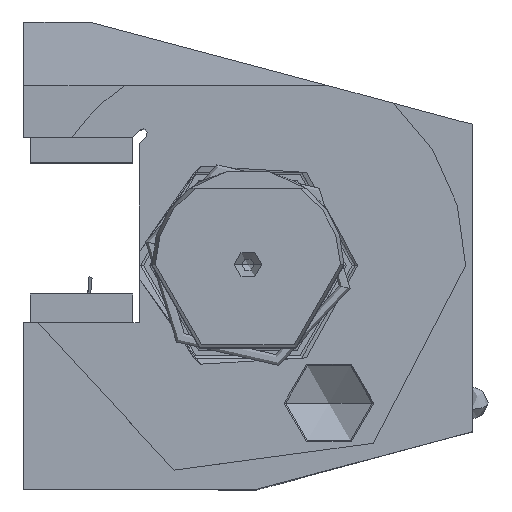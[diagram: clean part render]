
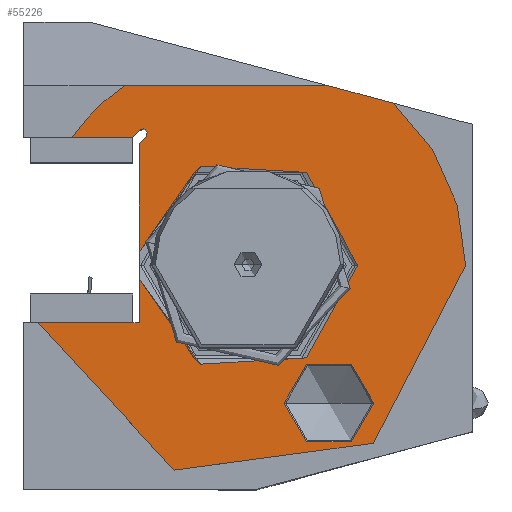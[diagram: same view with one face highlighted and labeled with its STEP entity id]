
A CAD part, top view. The second image highlights one B-rep face of the part: STEP entity #55226.
In plain terms, the highlighted planar face has unit normal (0, 0, 1).
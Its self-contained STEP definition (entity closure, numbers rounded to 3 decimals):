
#269 = CARTESIAN_POINT ( 'NONE',  ( 0., 0., -55. ) ) ;
#270 = DIRECTION ( 'NONE',  ( 1., 0., 0. ) ) ;
#308 = DIRECTION ( 'NONE',  ( 0., 0., 1. ) ) ;
#3856 = EDGE_CURVE ( 'NONE', #8929, #6796, #76122, .T. ) ;
#3914 = EDGE_CURVE ( 'NONE', #6601, #8918, #76231, .T. ) ;
#3940 = EDGE_CURVE ( 'NONE', #8959, #6601, #76223, .T. ) ;
#6116 = EDGE_CURVE ( 'NONE', #6497, #6500, #47792, .T. ) ;
#6497 = VERTEX_POINT ( 'NONE', #57124 ) ;
#6500 = VERTEX_POINT ( 'NONE', #57069 ) ;
#6601 = VERTEX_POINT ( 'NONE', #57093 ) ;
#6660 = VERTEX_POINT ( 'NONE', #57166 ) ;
#6687 = VERTEX_POINT ( 'NONE', #57152 ) ;
#6725 = VERTEX_POINT ( 'NONE', #57175 ) ;
#6733 = VERTEX_POINT ( 'NONE', #57156 ) ;
#6745 = VERTEX_POINT ( 'NONE', #57132 ) ;
#6796 = VERTEX_POINT ( 'NONE', #57168 ) ;
#8758 = VERTEX_POINT ( 'NONE', #56186 ) ;
#8840 = VERTEX_POINT ( 'NONE', #56282 ) ;
#8918 = VERTEX_POINT ( 'NONE', #56278 ) ;
#8929 = VERTEX_POINT ( 'NONE', #56237 ) ;
#8959 = VERTEX_POINT ( 'NONE', #56328 ) ;
#8966 = VERTEX_POINT ( 'NONE', #56295 ) ;
#9521 = AXIS2_PLACEMENT_3D ( 'NONE', #269, #308, #270 ) ;
#9525 = AXIS2_PLACEMENT_3D ( 'NONE', #56521, #56526, #56517 ) ;
#9535 = AXIS2_PLACEMENT_3D ( 'NONE', #56498, #56475, #56503 ) ;
#9542 = AXIS2_PLACEMENT_3D ( 'NONE', #56586, #56565, #56582 ) ;
#9640 = EDGE_CURVE ( 'NONE', #6660, #6725, #47779, .T. ) ;
#9643 = EDGE_CURVE ( 'NONE', #6687, #6725, #47800, .T. ) ;
#9651 = EDGE_CURVE ( 'NONE', #70086, #6733, #47823, .T. ) ;
#9663 = EDGE_CURVE ( 'NONE', #70086, #6660, #47876, .T. ) ;
#9671 = EDGE_CURVE ( 'NONE', #8758, #6687, #47830, .T. ) ;
#9676 = EDGE_CURVE ( 'NONE', #6745, #6497, #47886, .T. ) ;
#9694 = EDGE_CURVE ( 'NONE', #6733, #6500, #47855, .T. ) ;
#9698 = EDGE_CURVE ( 'NONE', #6796, #6745, #47838, .T. ) ;
#9699 = EDGE_CURVE ( 'NONE', #8966, #8840, #47945, .T. ) ;
#9731 = AXIS2_PLACEMENT_3D ( 'NONE', #49627, #49613, #49579 ) ;
#10526 = CARTESIAN_POINT ( 'NONE',  ( 0., 17.121, -55. ) ) ;
#10554 = DIRECTION ( 'NONE',  ( 0., 0., -1. ) ) ;
#10563 = PLANE ( 'NONE',  #35346 ) ;
#10564 = DIRECTION ( 'NONE',  ( -1., 0., 0. ) ) ;
#12196 = FACE_OUTER_BOUND ( 'NONE', #68216, .T. ) ;
#12237 = FACE_BOUND ( 'NONE', #68244, .T. ) ;
#13166 = CIRCLE ( 'NONE', #34471, 7. ) ;
#13193 = CIRCLE ( 'NONE', #34460, 34. ) ;
#13241 = CIRCLE ( 'NONE', #34403, 17.121 ) ;
#34403 = AXIS2_PLACEMENT_3D ( 'NONE', #38402, #38404, #38381 ) ;
#34460 = AXIS2_PLACEMENT_3D ( 'NONE', #38143, #38148, #38215 ) ;
#34471 = AXIS2_PLACEMENT_3D ( 'NONE', #34734, #34695, #34740 ) ;
#34695 = DIRECTION ( 'NONE',  ( 0., 0., 1. ) ) ;
#34734 = CARTESIAN_POINT ( 'NONE',  ( 12.652, -21.539, -55. ) ) ;
#34740 = DIRECTION ( 'NONE',  ( 1., 0., 0. ) ) ;
#35346 = AXIS2_PLACEMENT_3D ( 'NONE', #10526, #10554, #10564 ) ;
#38143 = CARTESIAN_POINT ( 'NONE',  ( 0., 0., -55. ) ) ;
#38148 = DIRECTION ( 'NONE',  ( 0., 0., 1. ) ) ;
#38215 = DIRECTION ( 'NONE',  ( 1., 0., 0. ) ) ;
#38381 = DIRECTION ( 'NONE',  ( 1., 0., 0. ) ) ;
#38402 = CARTESIAN_POINT ( 'NONE',  ( 0., 0., -55. ) ) ;
#38404 = DIRECTION ( 'NONE',  ( 0., 0., 1. ) ) ;
#42961 = ORIENTED_EDGE ( 'NONE', *, *, #6116, .T. ) ;
#42964 = ORIENTED_EDGE ( 'NONE', *, *, #9694, .F. ) ;
#42976 = ORIENTED_EDGE ( 'NONE', *, *, #9676, .T. ) ;
#42985 = ORIENTED_EDGE ( 'NONE', *, *, #9698, .T. ) ;
#42996 = ORIENTED_EDGE ( 'NONE', *, *, #3914, .F. ) ;
#42999 = ORIENTED_EDGE ( 'NONE', *, *, #3940, .F. ) ;
#43002 = ORIENTED_EDGE ( 'NONE', *, *, #9671, .F. ) ;
#43005 = ORIENTED_EDGE ( 'NONE', *, *, #58627, .F. ) ;
#43007 = ORIENTED_EDGE ( 'NONE', *, *, #9699, .F. ) ;
#43008 = ORIENTED_EDGE ( 'NONE', *, *, #9663, .T. ) ;
#43017 = ORIENTED_EDGE ( 'NONE', *, *, #58685, .F. ) ;
#43021 = ORIENTED_EDGE ( 'NONE', *, *, #9643, .F. ) ;
#43026 = ORIENTED_EDGE ( 'NONE', *, *, #3856, .T. ) ;
#43036 = ORIENTED_EDGE ( 'NONE', *, *, #58668, .T. ) ;
#43038 = ORIENTED_EDGE ( 'NONE', *, *, #9651, .F. ) ;
#43042 = ORIENTED_EDGE ( 'NONE', *, *, #9640, .T. ) ;
#47774 = VECTOR ( 'NONE', #56424, 1000. ) ;
#47779 = LINE ( 'NONE', #56470, #47809 ) ;
#47792 = CIRCLE ( 'NONE', #9521, 34. ) ;
#47800 = LINE ( 'NONE', #56454, #47774 ) ;
#47809 = VECTOR ( 'NONE', #56423, 1000. ) ;
#47823 = LINE ( 'NONE', #56481, #47825 ) ;
#47825 = VECTOR ( 'NONE', #56472, 1000. ) ;
#47830 = CIRCLE ( 'NONE', #9525, 17.121 ) ;
#47838 = LINE ( 'NONE', #56558, #47895 ) ;
#47852 = VECTOR ( 'NONE', #56529, 1000. ) ;
#47855 = LINE ( 'NONE', #56591, #47860 ) ;
#47860 = VECTOR ( 'NONE', #56579, 1000. ) ;
#47876 = CIRCLE ( 'NONE', #9535, 0.75 ) ;
#47886 = LINE ( 'NONE', #56533, #47852 ) ;
#47895 = VECTOR ( 'NONE', #56583, 1000. ) ;
#47945 = CIRCLE ( 'NONE', #9542, 7. ) ;
#48698 = CARTESIAN_POINT ( 'NONE',  ( -17., 17.121, -55. ) ) ;
#48732 = DIRECTION ( 'NONE',  ( 0., 1., 0. ) ) ;
#48756 = CARTESIAN_POINT ( 'NONE',  ( 0., -9., -55. ) ) ;
#48770 = DIRECTION ( 'NONE',  ( 1., 0., 0. ) ) ;
#49579 = DIRECTION ( 'NONE',  ( 1., 0., 0. ) ) ;
#49613 = DIRECTION ( 'NONE',  ( 0., 0., 1. ) ) ;
#49627 = CARTESIAN_POINT ( 'NONE',  ( 0., 0., -55. ) ) ;
#50028 = CARTESIAN_POINT ( 'NONE',  ( -16.965, 21.096, -55. ) ) ;
#55226 = ADVANCED_FACE ( 'NONE', ( #12237, #12196 ), #10563, .F. ) ;
#56186 = CARTESIAN_POINT ( 'NONE',  ( 17.121, 0., -55. ) ) ;
#56237 = CARTESIAN_POINT ( 'NONE',  ( 34., 0., -55. ) ) ;
#56278 = CARTESIAN_POINT ( 'NONE',  ( -17., -2.034, -55. ) ) ;
#56282 = CARTESIAN_POINT ( 'NONE',  ( 5.652, -21.539, -55. ) ) ;
#56295 = CARTESIAN_POINT ( 'NONE',  ( 19.652, -21.539, -55. ) ) ;
#56328 = CARTESIAN_POINT ( 'NONE',  ( -32.787, -9., -55. ) ) ;
#56423 = DIRECTION ( 'NONE',  ( -0.707, -0.707, 0. ) ) ;
#56424 = DIRECTION ( 'NONE',  ( 0., 1., 0. ) ) ;
#56454 = CARTESIAN_POINT ( 'NONE',  ( -17., 17.121, -55. ) ) ;
#56470 = CARTESIAN_POINT ( 'NONE',  ( -9.409, 26.53, -55. ) ) ;
#56472 = DIRECTION ( 'NONE',  ( -0.707, -0.707, 0. ) ) ;
#56475 = DIRECTION ( 'NONE',  ( 0., 0., -1. ) ) ;
#56481 = CARTESIAN_POINT ( 'NONE',  ( -10.47, 27.591, -55. ) ) ;
#56498 = CARTESIAN_POINT ( 'NONE',  ( -16.434, 20.566, -55. ) ) ;
#56503 = DIRECTION ( 'NONE',  ( -1., 0., 0. ) ) ;
#56517 = DIRECTION ( 'NONE',  ( 1., 0., 0. ) ) ;
#56521 = CARTESIAN_POINT ( 'NONE',  ( 0., 0., -55. ) ) ;
#56526 = DIRECTION ( 'NONE',  ( 0., 0., 1. ) ) ;
#56529 = DIRECTION ( 'NONE',  ( -1., 0., 0. ) ) ;
#56533 = CARTESIAN_POINT ( 'NONE',  ( 0., 28., -55. ) ) ;
#56558 = CARTESIAN_POINT ( 'NONE',  ( 3.564, 30.423, -55. ) ) ;
#56565 = DIRECTION ( 'NONE',  ( 0., 0., 1. ) ) ;
#56579 = DIRECTION ( 'NONE',  ( -1., 0., 0. ) ) ;
#56582 = DIRECTION ( 'NONE',  ( 1., 0., 0. ) ) ;
#56583 = DIRECTION ( 'NONE',  ( -0.966, 0.259, 0. ) ) ;
#56586 = CARTESIAN_POINT ( 'NONE',  ( 12.652, -21.539, -55. ) ) ;
#56591 = CARTESIAN_POINT ( 'NONE',  ( 0., 20., -55. ) ) ;
#57069 = CARTESIAN_POINT ( 'NONE',  ( -27.495, 20., -55. ) ) ;
#57093 = CARTESIAN_POINT ( 'NONE',  ( -17., -9., -55. ) ) ;
#57124 = CARTESIAN_POINT ( 'NONE',  ( -19.287, 28., -55. ) ) ;
#57132 = CARTESIAN_POINT ( 'NONE',  ( 12.608, 28., -55. ) ) ;
#57152 = CARTESIAN_POINT ( 'NONE',  ( -17., 2.034, -55. ) ) ;
#57156 = CARTESIAN_POINT ( 'NONE',  ( -18.061, 20., -55. ) ) ;
#57166 = CARTESIAN_POINT ( 'NONE',  ( -15.904, 20.035, -55. ) ) ;
#57168 = CARTESIAN_POINT ( 'NONE',  ( 22.726, 25.289, -55. ) ) ;
#57175 = CARTESIAN_POINT ( 'NONE',  ( -17., 18.939, -55. ) ) ;
#58627 = EDGE_CURVE ( 'NONE', #8840, #8966, #13166, .T. ) ;
#58668 = EDGE_CURVE ( 'NONE', #8959, #8929, #13193, .T. ) ;
#58685 = EDGE_CURVE ( 'NONE', #8918, #8758, #13241, .T. ) ;
#68216 = EDGE_LOOP ( 'NONE', ( #42985, #42976, #42961, #42964, #43038, #43008, #43042, #43021, #43002, #43017, #42996, #42999, #43036, #43026 ) ) ;
#68244 = EDGE_LOOP ( 'NONE', ( #43007, #43005 ) ) ;
#70086 = VERTEX_POINT ( 'NONE', #50028 ) ;
#76122 = CIRCLE ( 'NONE', #9731, 34. ) ;
#76203 = VECTOR ( 'NONE', #48732, 1000. ) ;
#76223 = LINE ( 'NONE', #48756, #76228 ) ;
#76228 = VECTOR ( 'NONE', #48770, 1000. ) ;
#76231 = LINE ( 'NONE', #48698, #76203 ) ;
